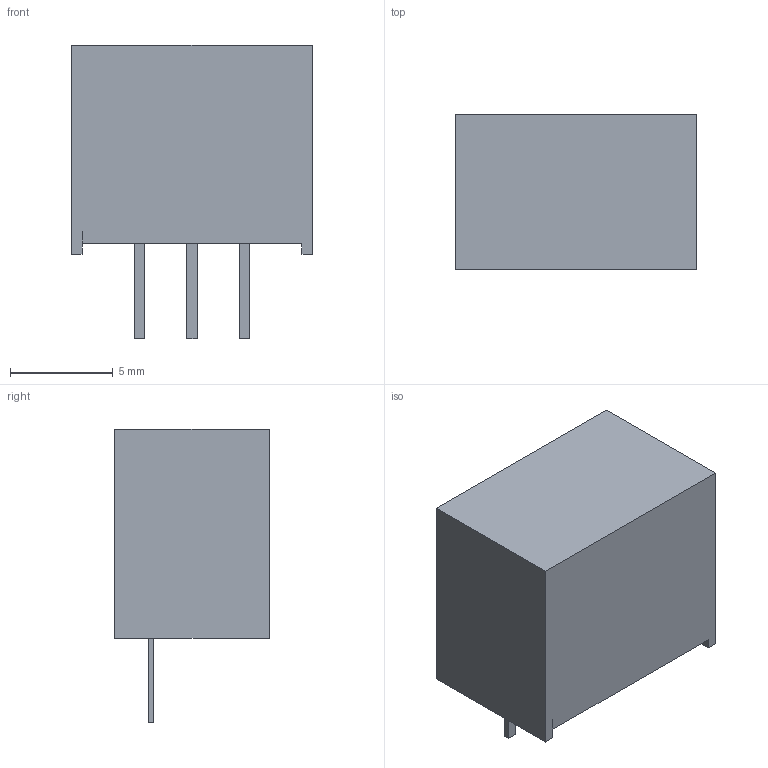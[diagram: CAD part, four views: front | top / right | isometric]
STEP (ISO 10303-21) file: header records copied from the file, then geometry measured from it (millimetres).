
FILE_DESCRIPTION(/* description */ ('SO267','CAx-IF Rec.Pracs.---Representation and Presentation of Product Manufacturing Information (PMI)---4.0---2014-10-13','CAx-IF Rec.Pracs.---3D Tessellated Geometry---0.4---2014-09-14','2;1'),/* implementation_level */ '2;1');
FILE_NAME(/* name */ 'tsr1e',/* time_stamp */ '2021-03-31T13:59:27+02:00',/* author */ ('Marco R Bosco'),/* organization */ (''),/* preprocessor_version */ 'ST-DEVELOPER v16.7',/* originating_system */ 'Solid Edge',/* authorisation */ 'Unknown');
FILE_SCHEMA (('AP242_MANAGED_MODEL_BASED_3D_ENGINEERING_MIM_LF { 1 0 10303 442 1 1 4 }'));
Length unit declared in the file: millimetre
Products named in the file (3): tsr1e_3d_drawing; 1111-2; TSR1E-1019(1)
Assembly tree (2 placements, depth 2):
  tsr1e_3d_drawing
    1111-2
    TSR1E-1019(1)
Bounding box: 11.68 x 7.5 x 14.26 mm (x, y, z)
Volume: 850.9 mm3; surface area: 586.7 mm2
Topology: 4 solids, 5 shells, 29 faces, 64 edges, 44 vertices
Faces by surface type: plane 29
Entity records: 873 total; most frequent: CARTESIAN_POINT 140, DIRECTION 128, ORIENTED_EDGE 124, EDGE_CURVE 64, LINE 64, VECTOR 64, VERTEX_POINT 44, AXIS2_PLACEMENT_3D 32
